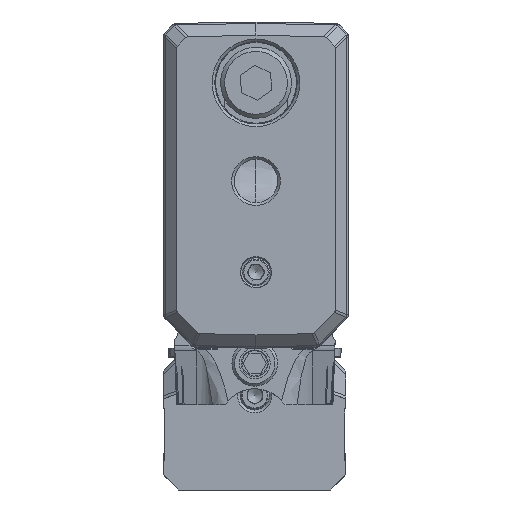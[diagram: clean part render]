
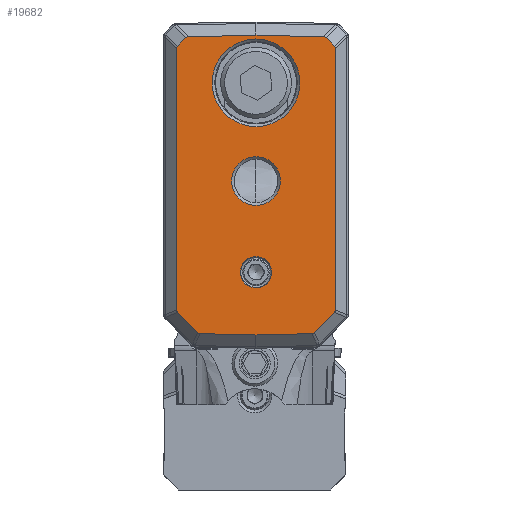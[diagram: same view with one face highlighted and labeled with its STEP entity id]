
A CAD part, front view. The second image highlights one B-rep face of the part: STEP entity #19682.
In plain terms, the highlighted planar face has unit normal (0, -1, 0).
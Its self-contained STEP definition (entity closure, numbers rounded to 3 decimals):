
#3614=FACE_BOUND('',#33404,.T.);
#3615=FACE_BOUND('',#33405,.T.);
#3616=FACE_BOUND('',#33406,.T.);
#3617=FACE_BOUND('',#33407,.T.);
#19682=ADVANCED_FACE('',(#3614,#3615,#3616,#3617),#25039,.T.);
#25039=PLANE('',#111358);
#33404=EDGE_LOOP('',(#58790,#58791,#58792,#58793,#58794,#58795,#58796,#58797,
#58798,#58799,#58800,#58801,#58802,#58803,#58804,#58805,#58806,#58807));
#33405=EDGE_LOOP('',(#58808));
#33406=EDGE_LOOP('',(#58809));
#33407=EDGE_LOOP('',(#58810));
#39015=ELLIPSE('',#111248,0.859,0.5);
#39016=ELLIPSE('',#111250,0.859,0.5);
#39017=ELLIPSE('',#111252,0.736,0.5);
#39018=ELLIPSE('',#111254,0.735,0.5);
#39019=ELLIPSE('',#111256,0.735,0.5);
#39020=ELLIPSE('',#111258,0.736,0.5);
#39021=ELLIPSE('',#111260,0.859,0.5);
#39022=ELLIPSE('',#111262,0.859,0.5);
#40546=LINE('',#149195,#48584);
#40547=LINE('',#149197,#48585);
#40548=LINE('',#149199,#48586);
#40549=LINE('',#149201,#48587);
#40550=LINE('',#149207,#48588);
#40552=LINE('',#149211,#48590);
#40553=LINE('',#149213,#48591);
#40555=LINE('',#149217,#48593);
#40559=LINE('',#149252,#48597);
#40560=LINE('',#149253,#48598);
#48584=VECTOR('',#121306,1.);
#48585=VECTOR('',#121309,1.);
#48586=VECTOR('',#121312,1.);
#48587=VECTOR('',#121315,1.);
#48588=VECTOR('',#121324,1.);
#48590=VECTOR('',#121328,1.);
#48591=VECTOR('',#121331,1.);
#48593=VECTOR('',#121335,1.);
#48597=VECTOR('',#121375,1.);
#48598=VECTOR('',#121376,1.);
#58790=ORIENTED_EDGE('',*,*,#93230,.T.);
#58791=ORIENTED_EDGE('',*,*,#93124,.T.);
#58792=ORIENTED_EDGE('',*,*,#93225,.T.);
#58793=ORIENTED_EDGE('',*,*,#93121,.T.);
#58794=ORIENTED_EDGE('',*,*,#93233,.T.);
#58795=ORIENTED_EDGE('',*,*,#93247,.T.);
#58796=ORIENTED_EDGE('',*,*,#93103,.T.);
#58797=ORIENTED_EDGE('',*,*,#93226,.T.);
#58798=ORIENTED_EDGE('',*,*,#93106,.T.);
#58799=ORIENTED_EDGE('',*,*,#93231,.T.);
#58800=ORIENTED_EDGE('',*,*,#93109,.T.);
#58801=ORIENTED_EDGE('',*,*,#93224,.T.);
#58802=ORIENTED_EDGE('',*,*,#93112,.T.);
#58803=ORIENTED_EDGE('',*,*,#93248,.T.);
#58804=ORIENTED_EDGE('',*,*,#93228,.T.);
#58805=ORIENTED_EDGE('',*,*,#93115,.T.);
#58806=ORIENTED_EDGE('',*,*,#93223,.T.);
#58807=ORIENTED_EDGE('',*,*,#93118,.T.);
#58808=ORIENTED_EDGE('',*,*,#92624,.T.);
#58809=ORIENTED_EDGE('',*,*,#92626,.T.);
#58810=ORIENTED_EDGE('',*,*,#92620,.T.);
#83836=VERTEX_POINT('',#144924);
#83840=VERTEX_POINT('',#144960);
#83842=VERTEX_POINT('',#144965);
#84163=VERTEX_POINT('',#148806);
#84164=VERTEX_POINT('',#148808);
#84165=VERTEX_POINT('',#148812);
#84166=VERTEX_POINT('',#148814);
#84167=VERTEX_POINT('',#148818);
#84168=VERTEX_POINT('',#148820);
#84169=VERTEX_POINT('',#148824);
#84170=VERTEX_POINT('',#148826);
#84171=VERTEX_POINT('',#148830);
#84172=VERTEX_POINT('',#148832);
#84173=VERTEX_POINT('',#148836);
#84174=VERTEX_POINT('',#148838);
#84175=VERTEX_POINT('',#148842);
#84176=VERTEX_POINT('',#148844);
#84177=VERTEX_POINT('',#148848);
#84178=VERTEX_POINT('',#148850);
#84230=VERTEX_POINT('',#149208);
#84231=VERTEX_POINT('',#149216);
#92620=EDGE_CURVE('',#83836,#83836,#105658,.T.);
#92624=EDGE_CURVE('',#83840,#83840,#105660,.T.);
#92626=EDGE_CURVE('',#83842,#83842,#105662,.T.);
#93103=EDGE_CURVE('',#84163,#84164,#39015,.T.);
#93106=EDGE_CURVE('',#84165,#84166,#39016,.T.);
#93109=EDGE_CURVE('',#84167,#84168,#39017,.T.);
#93112=EDGE_CURVE('',#84169,#84170,#39018,.T.);
#93115=EDGE_CURVE('',#84171,#84172,#39019,.T.);
#93118=EDGE_CURVE('',#84173,#84174,#39020,.T.);
#93121=EDGE_CURVE('',#84175,#84176,#39021,.T.);
#93124=EDGE_CURVE('',#84177,#84178,#39022,.T.);
#93223=EDGE_CURVE('',#84172,#84173,#40546,.T.);
#93224=EDGE_CURVE('',#84168,#84169,#40547,.T.);
#93225=EDGE_CURVE('',#84178,#84175,#40548,.T.);
#93226=EDGE_CURVE('',#84164,#84165,#40549,.T.);
#93228=EDGE_CURVE('',#84230,#84171,#40550,.T.);
#93230=EDGE_CURVE('',#84174,#84177,#40552,.T.);
#93231=EDGE_CURVE('',#84166,#84167,#40553,.T.);
#93233=EDGE_CURVE('',#84176,#84231,#40555,.T.);
#93247=EDGE_CURVE('',#84231,#84163,#40559,.T.);
#93248=EDGE_CURVE('',#84170,#84230,#40560,.T.);
#105658=CIRCLE('',#110980,2.4);
#105660=CIRCLE('',#110984,1.55);
#105662=CIRCLE('',#110987,4.323);
#110980=AXIS2_PLACEMENT_3D('',#144923,#120349,#120350);
#110984=AXIS2_PLACEMENT_3D('',#144959,#120357,#120358);
#110987=AXIS2_PLACEMENT_3D('',#144964,#120363,#120364);
#111248=AXIS2_PLACEMENT_3D('',#148809,#121082,#121083);
#111250=AXIS2_PLACEMENT_3D('',#148815,#121088,#121089);
#111252=AXIS2_PLACEMENT_3D('',#148821,#121094,#121095);
#111254=AXIS2_PLACEMENT_3D('',#148827,#121100,#121101);
#111256=AXIS2_PLACEMENT_3D('',#148833,#121106,#121107);
#111258=AXIS2_PLACEMENT_3D('',#148839,#121112,#121113);
#111260=AXIS2_PLACEMENT_3D('',#148845,#121118,#121119);
#111262=AXIS2_PLACEMENT_3D('',#148851,#121124,#121125);
#111358=AXIS2_PLACEMENT_3D('',#149254,#121377,#121378);
#120349=DIRECTION('',(0.,1.,0.));
#120350=DIRECTION('',(0.,0.,-1.));
#120357=DIRECTION('',(0.,1.,0.));
#120358=DIRECTION('',(0.,0.,-1.));
#120363=DIRECTION('',(0.,1.,0.));
#120364=DIRECTION('',(0.,0.,-1.));
#121082=DIRECTION('',(0.,-1.,0.));
#121083=DIRECTION('',(0.716,0.,-0.698));
#121088=DIRECTION('',(0.,-1.,0.));
#121089=DIRECTION('',(0.716,0.,-0.698));
#121094=DIRECTION('',(0.,-1.,0.));
#121095=DIRECTION('',(-0.926,0.,-0.379));
#121100=DIRECTION('',(0.,-1.,0.));
#121101=DIRECTION('',(-0.398,0.,-0.917));
#121106=DIRECTION('',(0.,-1.,0.));
#121107=DIRECTION('',(-0.398,0.,0.917));
#121112=DIRECTION('',(0.,-1.,0.));
#121113=DIRECTION('',(-0.926,0.,0.379));
#121118=DIRECTION('',(0.,-1.,0.));
#121119=DIRECTION('',(0.716,0.,0.698));
#121124=DIRECTION('',(0.,-1.,0.));
#121125=DIRECTION('',(0.716,0.,0.698));
#121306=DIRECTION('',(0.701,0.,0.713));
#121309=DIRECTION('',(0.701,0.,-0.713));
#121312=DIRECTION('',(-0.698,0.,0.716));
#121315=DIRECTION('',(-0.698,0.,-0.716));
#121324=DIRECTION('',(1.,0.,0.025));
#121328=DIRECTION('',(0.,0.,1.));
#121331=DIRECTION('',(0.,0.,-1.));
#121335=DIRECTION('',(-1.,0.,0.025));
#121375=DIRECTION('',(-1.,0.,-0.025));
#121376=DIRECTION('',(1.,0.,-0.025));
#121377=DIRECTION('',(0.,-1.,0.));
#121378=DIRECTION('',(0.,0.,-1.));
#144923=CARTESIAN_POINT('',(0.125,-28.5,-15.7));
#144924=CARTESIAN_POINT('',(0.125,-28.5,-18.1));
#144959=CARTESIAN_POINT('',(0.125,-28.5,-24.7));
#144960=CARTESIAN_POINT('',(0.125,-28.5,-26.25));
#144964=CARTESIAN_POINT('',(0.125,-28.5,-6.));
#144965=CARTESIAN_POINT('',(0.125,-28.5,-10.323));
#148806=CARTESIAN_POINT('',(-6.564,-28.5,-1.465));
#148808=CARTESIAN_POINT('',(-6.816,-28.5,-1.564));
#148809=CARTESIAN_POINT('',(-6.201,-28.5,-2.163));
#148812=CARTESIAN_POINT('',(-7.608,-28.5,-2.375));
#148814=CARTESIAN_POINT('',(-7.7,-28.5,-2.63));
#148815=CARTESIAN_POINT('',(-6.993,-28.5,-2.975));
#148818=CARTESIAN_POINT('',(-7.7,-28.5,-28.416));
#148820=CARTESIAN_POINT('',(-7.599,-28.5,-28.664));
#148821=CARTESIAN_POINT('',(-6.993,-28.5,-28.272));
#148824=CARTESIAN_POINT('',(-5.639,-28.5,-30.658));
#148826=CARTESIAN_POINT('',(-5.396,-28.5,-30.764));
#148827=CARTESIAN_POINT('',(-5.235,-28.5,-30.06));
#148830=CARTESIAN_POINT('',(5.646,-28.5,-30.764));
#148832=CARTESIAN_POINT('',(5.889,-28.5,-30.658));
#148833=CARTESIAN_POINT('',(5.485,-28.5,-30.06));
#148836=CARTESIAN_POINT('',(7.849,-28.5,-28.664));
#148838=CARTESIAN_POINT('',(7.95,-28.5,-28.416));
#148839=CARTESIAN_POINT('',(7.243,-28.5,-28.272));
#148842=CARTESIAN_POINT('',(7.066,-28.5,-1.564));
#148844=CARTESIAN_POINT('',(6.814,-28.5,-1.465));
#148845=CARTESIAN_POINT('',(6.451,-28.5,-2.163));
#148848=CARTESIAN_POINT('',(7.95,-28.5,-2.63));
#148850=CARTESIAN_POINT('',(7.858,-28.5,-2.375));
#148851=CARTESIAN_POINT('',(7.243,-28.5,-2.975));
#149195=CARTESIAN_POINT('',(-2.196,-28.5,-38.886));
#149197=CARTESIAN_POINT('',(-6.519,-28.5,-29.762));
#149199=CARTESIAN_POINT('',(14.544,-28.5,-9.227));
#149201=CARTESIAN_POINT('',(-23.195,-28.5,-18.349));
#149207=CARTESIAN_POINT('',(-9.027,-28.5,-31.126));
#149208=CARTESIAN_POINT('',(0.125,-28.5,-30.9));
#149211=CARTESIAN_POINT('',(7.95,-28.5,-32.2));
#149213=CARTESIAN_POINT('',(-7.7,-28.5,-32.2));
#149216=CARTESIAN_POINT('',(0.125,-28.5,-1.3));
#149217=CARTESIAN_POINT('',(-8.232,-28.5,-1.094));
#149252=CARTESIAN_POINT('',(-9.757,-28.5,-1.544));
#149253=CARTESIAN_POINT('',(-8.962,-28.5,-30.676));
#149254=CARTESIAN_POINT('',(-9.,-28.5,-32.2));
